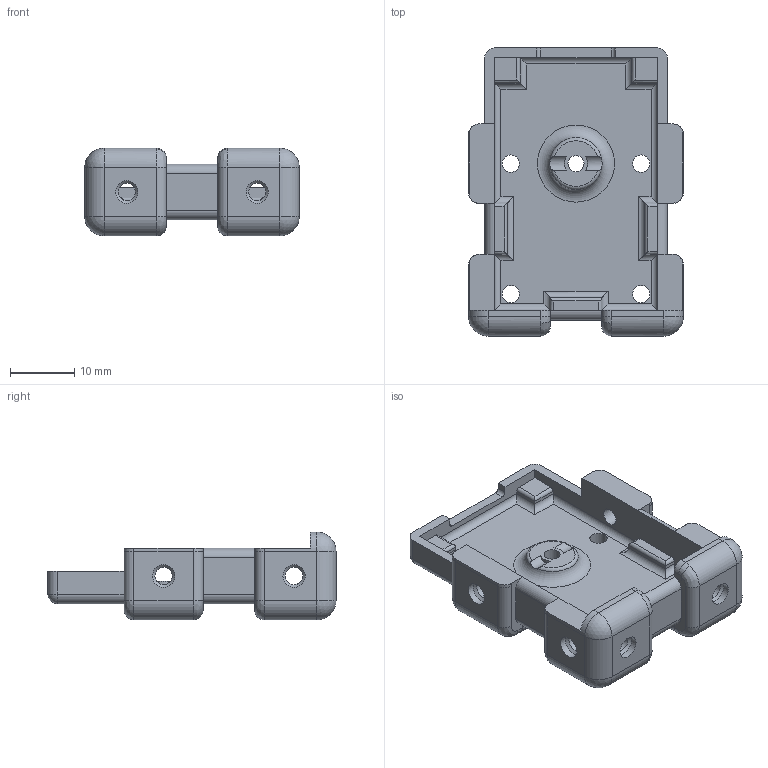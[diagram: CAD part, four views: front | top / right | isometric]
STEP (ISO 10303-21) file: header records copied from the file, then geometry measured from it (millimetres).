
FILE_DESCRIPTION(/* description */ (''),/* implementation_level */ '2;1');
FILE_NAME(/* name */ 'BODY.step',/* time_stamp */ '2023-11-07T16:22:36-05:00',/* author */ (''),/* organization */ (''),/* preprocessor_version */ 'ST-DEVELOPER v20',/* originating_system */ 'Autodesk Translation Framework v12.14.0.127',/* authorisation */ '');
FILE_SCHEMA (('AUTOMOTIVE_DESIGN { 1 0 10303 214 3 1 1 }'));
Length unit declared in the file: millimetre
Products named in the file (1): BODY
Bounding box: 33.4 x 44.87 x 13.64 mm (x, y, z)
Volume: 5774.1 mm3; surface area: 5319 mm2
Topology: 1 solids, 1 shells, 290 faces, 737 edges, 456 vertices
Faces by surface type: cylinder 114, plane 114, bspline 38, cone 11, torus 7, sphere 6
Full cylindrical faces by diameter (mm): 2.5 x1, 2.7 x10, 3.5 x10
Entity records: 9085 total; most frequent: CARTESIAN_POINT 2145, ORIENTED_EDGE 1474, DIRECTION 1417, EDGE_CURVE 737, AXIS2_PLACEMENT_3D 484, VERTEX_POINT 456, LINE 449, VECTOR 449
